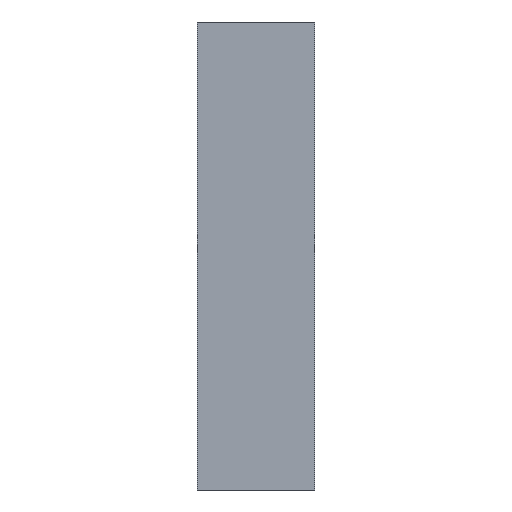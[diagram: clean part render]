
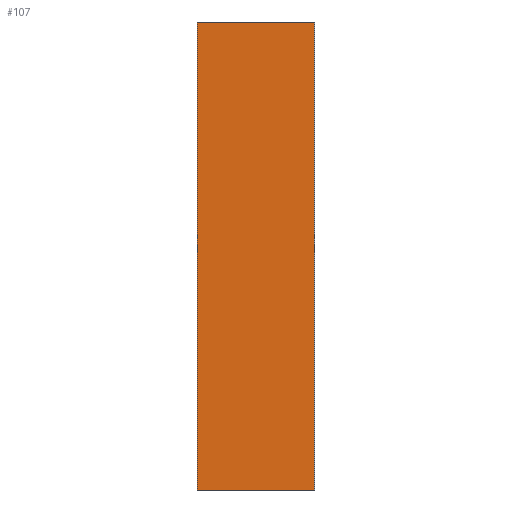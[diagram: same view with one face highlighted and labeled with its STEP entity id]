
A CAD part, left-side view. The second image highlights one B-rep face of the part: STEP entity #107.
In plain terms, the highlighted planar face has unit normal (-1, 0, 0).
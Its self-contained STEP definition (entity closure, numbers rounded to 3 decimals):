
#24=ORIENTED_EDGE('',*,*,#48,.T.);
#25=ORIENTED_EDGE('',*,*,#49,.F.);
#26=ORIENTED_EDGE('',*,*,#50,.F.);
#27=ORIENTED_EDGE('',*,*,#45,.T.);
#45=EDGE_CURVE('',#58,#57,#65,.T.);
#48=EDGE_CURVE('',#57,#60,#68,.T.);
#49=EDGE_CURVE('',#61,#60,#69,.T.);
#50=EDGE_CURVE('',#58,#61,#70,.T.);
#57=VERTEX_POINT('',#161);
#58=VERTEX_POINT('',#163);
#60=VERTEX_POINT('',#169);
#61=VERTEX_POINT('',#171);
#65=LINE('',#162,#77);
#68=LINE('',#168,#80);
#69=LINE('',#170,#81);
#70=LINE('',#172,#82);
#77=VECTOR('',#136,1000.);
#80=VECTOR('',#141,1000.);
#81=VECTOR('',#142,1000.);
#82=VECTOR('',#143,1000.);
#89=EDGE_LOOP('',(#24,#25,#26,#27));
#95=FACE_BOUND('',#89,.T.);
#101=PLANE('',#126);
#107=ADVANCED_FACE('',(#95),#101,.F.);
#126=AXIS2_PLACEMENT_3D('',#167,#139,#140);
#136=DIRECTION('',(0.,1.,0.));
#139=DIRECTION('',(1.,0.,0.));
#140=DIRECTION('',(0.,0.,-1.));
#141=DIRECTION('',(0.,0.,-1.));
#142=DIRECTION('',(0.,1.,0.));
#143=DIRECTION('',(0.,0.,-1.));
#161=CARTESIAN_POINT('',(0.,5.,20.));
#162=CARTESIAN_POINT('',(0.,-5.,20.));
#163=CARTESIAN_POINT('',(0.,-5.,20.));
#167=CARTESIAN_POINT('',(0.,-5.,20.));
#168=CARTESIAN_POINT('',(0.,5.,20.));
#169=CARTESIAN_POINT('',(0.,5.,-20.));
#170=CARTESIAN_POINT('',(0.,-5.,-20.));
#171=CARTESIAN_POINT('',(0.,-5.,-20.));
#172=CARTESIAN_POINT('',(0.,-5.,20.));
